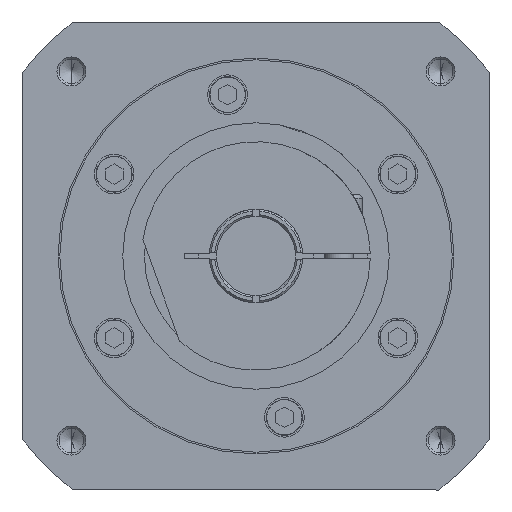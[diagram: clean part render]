
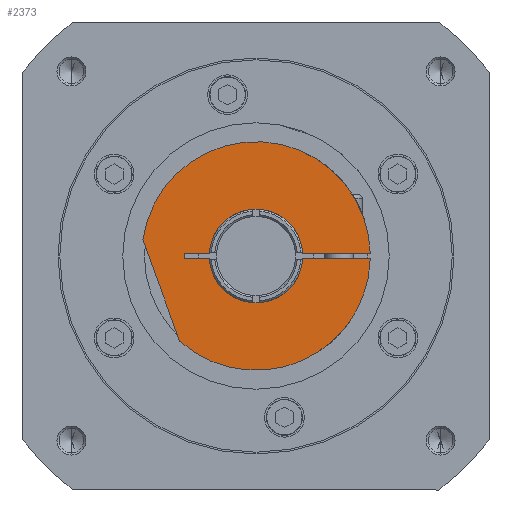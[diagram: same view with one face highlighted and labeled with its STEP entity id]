
A CAD part, left-side view. The second image highlights one B-rep face of the part: STEP entity #2373.
In plain terms, the highlighted planar face has unit normal (-1, 0, 0).
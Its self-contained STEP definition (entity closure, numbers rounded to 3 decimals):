
#71 = CARTESIAN_POINT ( 'NONE',  ( -100.5, -12.978, -0.75 ) ) ;
#139 = ORIENTED_EDGE ( 'NONE', *, *, #14885, .F. ) ;
#658 = VECTOR ( 'NONE', #2548, 1000. ) ;
#767 = AXIS2_PLACEMENT_3D ( 'NONE', #12872, #9856, #4180 ) ;
#1038 = CARTESIAN_POINT ( 'NONE',  ( -100.5, -31.741, -0.75 ) ) ;
#1079 = EDGE_CURVE ( 'NONE', #8609, #15781, #6569, .T. ) ;
#1401 = ORIENTED_EDGE ( 'NONE', *, *, #2055, .F. ) ;
#1522 = AXIS2_PLACEMENT_3D ( 'NONE', #15033, #4937, #6261 ) ;
#1536 = DIRECTION ( 'NONE',  ( -1., 0., 0. ) ) ;
#1566 = LINE ( 'NONE', #12508, #13370 ) ;
#1687 = ORIENTED_EDGE ( 'NONE', *, *, #3994, .F. ) ;
#1867 = VERTEX_POINT ( 'NONE', #12203 ) ;
#1901 = AXIS2_PLACEMENT_3D ( 'NONE', #15803, #3562, #13331 ) ;
#2055 = EDGE_CURVE ( 'NONE', #13641, #3963, #9753, .T. ) ;
#2361 = CIRCLE ( 'NONE', #16111, 31.75 ) ;
#2373 = ADVANCED_FACE ( 'NONE', ( #3112 ), #13432, .F. ) ;
#2548 = DIRECTION ( 'NONE',  ( 0., -1., 0. ) ) ;
#2596 = CARTESIAN_POINT ( 'NONE',  ( -100.5, -31.741, 0.75 ) ) ;
#3043 = LINE ( 'NONE', #4637, #9449 ) ;
#3112 = FACE_OUTER_BOUND ( 'NONE', #5469, .T. ) ;
#3562 = DIRECTION ( 'NONE',  ( -1., 0., 0. ) ) ;
#3963 = VERTEX_POINT ( 'NONE', #6795 ) ;
#3994 = EDGE_CURVE ( 'NONE', #8483, #8704, #11936, .T. ) ;
#4180 = DIRECTION ( 'NONE',  ( 0., 1., 0. ) ) ;
#4213 = DIRECTION ( 'NONE',  ( 1., 0., 0. ) ) ;
#4287 = ORIENTED_EDGE ( 'NONE', *, *, #1079, .F. ) ;
#4464 = DIRECTION ( 'NONE',  ( 0., 1., 0. ) ) ;
#4637 = CARTESIAN_POINT ( 'NONE',  ( -100.5, 20., 0.75 ) ) ;
#4703 = CARTESIAN_POINT ( 'NONE',  ( -100.5, 0., 0. ) ) ;
#4937 = DIRECTION ( 'NONE',  ( 1., 0., 0. ) ) ;
#5010 = CARTESIAN_POINT ( 'NONE',  ( -100.5, -31.741, 0.75 ) ) ;
#5207 = VECTOR ( 'NONE', #12702, 1000. ) ;
#5469 = EDGE_LOOP ( 'NONE', ( #1401, #139, #14116, #5569, #1687, #13968, #11651, #4287, #18541, #14124 ) ) ;
#5569 = ORIENTED_EDGE ( 'NONE', *, *, #14707, .F. ) ;
#5597 = VERTEX_POINT ( 'NONE', #71 ) ;
#5601 = CARTESIAN_POINT ( 'NONE',  ( -100.5, 0., 0. ) ) ;
#5652 = VECTOR ( 'NONE', #18415, 1000. ) ;
#5680 = CARTESIAN_POINT ( 'NONE',  ( -100.5, 12.978, -0.75 ) ) ;
#6261 = DIRECTION ( 'NONE',  ( 0., 1., 0. ) ) ;
#6569 = LINE ( 'NONE', #15541, #5652 ) ;
#6795 = CARTESIAN_POINT ( 'NONE',  ( -100.5, 12.978, 0.75 ) ) ;
#6852 = DIRECTION ( 'NONE',  ( 0., 0.342, 0.94 ) ) ;
#6871 = EDGE_CURVE ( 'NONE', #10224, #10106, #2361, .T. ) ;
#6980 = DIRECTION ( 'NONE',  ( 0., 1., 0. ) ) ;
#8169 = LINE ( 'NONE', #1038, #658 ) ;
#8466 = CARTESIAN_POINT ( 'NONE',  ( -100.5, 12.978, 0.75 ) ) ;
#8483 = VERTEX_POINT ( 'NONE', #9502 ) ;
#8609 = VERTEX_POINT ( 'NONE', #15484 ) ;
#8704 = VERTEX_POINT ( 'NONE', #14325 ) ;
#9449 = VECTOR ( 'NONE', #13446, 1000. ) ;
#9502 = CARTESIAN_POINT ( 'NONE',  ( -100.5, -31.741, -0.75 ) ) ;
#9753 = CIRCLE ( 'NONE', #1901, 13. ) ;
#9856 = DIRECTION ( 'NONE',  ( 1., 0., 0. ) ) ;
#10015 = EDGE_CURVE ( 'NONE', #15781, #5597, #14989, .T. ) ;
#10106 = VERTEX_POINT ( 'NONE', #5010 ) ;
#10224 = VERTEX_POINT ( 'NONE', #18363 ) ;
#10348 = EDGE_CURVE ( 'NONE', #3963, #1867, #11575, .T. ) ;
#11575 = LINE ( 'NONE', #8466, #5207 ) ;
#11651 = ORIENTED_EDGE ( 'NONE', *, *, #10015, .F. ) ;
#11936 = CIRCLE ( 'NONE', #767, 31.75 ) ;
#12203 = CARTESIAN_POINT ( 'NONE',  ( -100.5, 20., 0.75 ) ) ;
#12508 = CARTESIAN_POINT ( 'NONE',  ( -100.5, 31.431, 4.489 ) ) ;
#12702 = DIRECTION ( 'NONE',  ( 0., 1., 0. ) ) ;
#12771 = CARTESIAN_POINT ( 'NONE',  ( -100.5, -12.978, 0.75 ) ) ;
#12872 = CARTESIAN_POINT ( 'NONE',  ( -100.5, 0., 0. ) ) ;
#13331 = DIRECTION ( 'NONE',  ( 0., 1., 0. ) ) ;
#13370 = VECTOR ( 'NONE', #6852, 1000. ) ;
#13432 = PLANE ( 'NONE',  #1522 ) ;
#13446 = DIRECTION ( 'NONE',  ( 0., 0., -1. ) ) ;
#13641 = VERTEX_POINT ( 'NONE', #12771 ) ;
#13839 = VECTOR ( 'NONE', #6980, 1000. ) ;
#13968 = ORIENTED_EDGE ( 'NONE', *, *, #15069, .F. ) ;
#14116 = ORIENTED_EDGE ( 'NONE', *, *, #6871, .F. ) ;
#14124 = ORIENTED_EDGE ( 'NONE', *, *, #10348, .F. ) ;
#14325 = CARTESIAN_POINT ( 'NONE',  ( -100.5, 21.192, -23.643 ) ) ;
#14707 = EDGE_CURVE ( 'NONE', #8704, #10224, #1566, .T. ) ;
#14885 = EDGE_CURVE ( 'NONE', #10106, #13641, #15873, .T. ) ;
#14989 = CIRCLE ( 'NONE', #15758, 13. ) ;
#15033 = CARTESIAN_POINT ( 'NONE',  ( -100.5, 0., 0. ) ) ;
#15069 = EDGE_CURVE ( 'NONE', #5597, #8483, #8169, .T. ) ;
#15484 = CARTESIAN_POINT ( 'NONE',  ( -100.5, 20., -0.75 ) ) ;
#15541 = CARTESIAN_POINT ( 'NONE',  ( -100.5, 12.978, -0.75 ) ) ;
#15622 = DIRECTION ( 'NONE',  ( 0., 1., 0. ) ) ;
#15758 = AXIS2_PLACEMENT_3D ( 'NONE', #4703, #1536, #4464 ) ;
#15781 = VERTEX_POINT ( 'NONE', #5680 ) ;
#15803 = CARTESIAN_POINT ( 'NONE',  ( -100.5, 0., 0. ) ) ;
#15873 = LINE ( 'NONE', #2596, #13839 ) ;
#16111 = AXIS2_PLACEMENT_3D ( 'NONE', #5601, #4213, #15622 ) ;
#18363 = CARTESIAN_POINT ( 'NONE',  ( -100.5, 31.431, 4.489 ) ) ;
#18380 = EDGE_CURVE ( 'NONE', #1867, #8609, #3043, .T. ) ;
#18415 = DIRECTION ( 'NONE',  ( 0., -1., 0. ) ) ;
#18541 = ORIENTED_EDGE ( 'NONE', *, *, #18380, .F. ) ;
